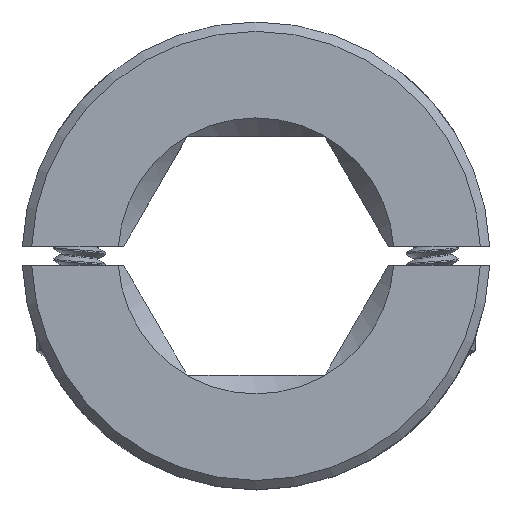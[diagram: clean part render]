
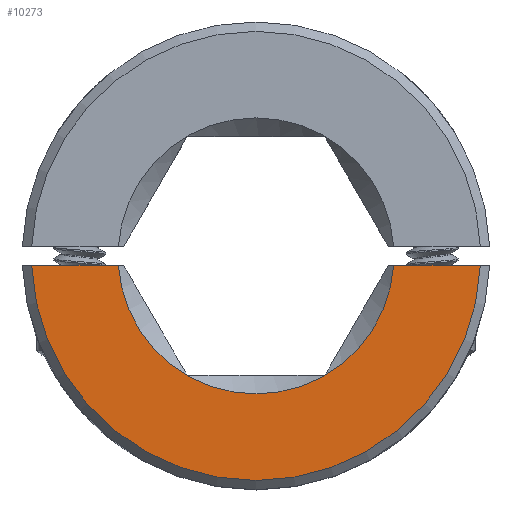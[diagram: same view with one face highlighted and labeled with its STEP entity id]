
A CAD part, top view. The second image highlights one B-rep face of the part: STEP entity #10273.
In plain terms, the highlighted planar face has unit normal (0, 0, 1).
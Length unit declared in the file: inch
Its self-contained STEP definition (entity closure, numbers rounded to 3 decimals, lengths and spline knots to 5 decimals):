
#552 = AXIS2_PLACEMENT_3D ( 'NONE', #1311, #10871, #5553 ) ;
#1173 = CARTESIAN_POINT ( 'NONE',  ( -0.375, -0.01969, 0.125 ) ) ;
#1195 = CARTESIAN_POINT ( 'NONE',  ( 0.4796, -0.01969, 0.125 ) ) ;
#1234 = LINE ( 'NONE', #8935, #9838 ) ;
#1311 = CARTESIAN_POINT ( 'NONE',  ( 0., 0., 0.125 ) ) ;
#1365 = EDGE_CURVE ( 'NONE', #3955, #8014, #3037, .T. ) ;
#1436 = AXIS2_PLACEMENT_3D ( 'NONE', #7334, #11566, #5249 ) ;
#1552 = EDGE_CURVE ( 'NONE', #10471, #3955, #6676, .T. ) ;
#1853 = CIRCLE ( 'NONE', #3558, 0.295 ) ;
#1928 = EDGE_CURVE ( 'NONE', #4535, #10471, #1853, .T. ) ;
#2650 = DIRECTION ( 'NONE',  ( 1., 0., 0. ) ) ;
#3037 = CIRCLE ( 'NONE', #552, 0.48 ) ;
#3294 = CARTESIAN_POINT ( 'NONE',  ( 0.29434, -0.01969, 0.125 ) ) ;
#3470 = CARTESIAN_POINT ( 'NONE',  ( -0.29434, -0.01969, 0.125 ) ) ;
#3489 = ORIENTED_EDGE ( 'NONE', *, *, #7014, .T. ) ;
#3558 = AXIS2_PLACEMENT_3D ( 'NONE', #6906, #5838, #2650 ) ;
#3955 = VERTEX_POINT ( 'NONE', #9404 ) ;
#4535 = VERTEX_POINT ( 'NONE', #3294 ) ;
#4664 = EDGE_LOOP ( 'NONE', ( #10383, #4736, #3489, #7443 ) ) ;
#4736 = ORIENTED_EDGE ( 'NONE', *, *, #1365, .T. ) ;
#5249 = DIRECTION ( 'NONE',  ( 1., 0., 0. ) ) ;
#5553 = DIRECTION ( 'NONE',  ( -1., 0., 0. ) ) ;
#5838 = DIRECTION ( 'NONE',  ( 0., 0., -1. ) ) ;
#6004 = VECTOR ( 'NONE', #12843, 39.37008 ) ;
#6676 = LINE ( 'NONE', #1173, #6004 ) ;
#6906 = CARTESIAN_POINT ( 'NONE',  ( 0., 0., 0.125 ) ) ;
#7014 = EDGE_CURVE ( 'NONE', #8014, #4535, #1234, .T. ) ;
#7334 = CARTESIAN_POINT ( 'NONE',  ( 0., 0., 0.125 ) ) ;
#7443 = ORIENTED_EDGE ( 'NONE', *, *, #1928, .T. ) ;
#8014 = VERTEX_POINT ( 'NONE', #1195 ) ;
#8935 = CARTESIAN_POINT ( 'NONE',  ( 0., -0.01969, 0.125 ) ) ;
#9404 = CARTESIAN_POINT ( 'NONE',  ( -0.4796, -0.01969, 0.125 ) ) ;
#9838 = VECTOR ( 'NONE', #12107, 39.37008 ) ;
#10273 = ADVANCED_FACE ( 'NONE', ( #13043 ), #13651, .T. ) ;
#10383 = ORIENTED_EDGE ( 'NONE', *, *, #1552, .T. ) ;
#10471 = VERTEX_POINT ( 'NONE', #3470 ) ;
#10871 = DIRECTION ( 'NONE',  ( 0., 0., 1. ) ) ;
#11566 = DIRECTION ( 'NONE',  ( 0., 0., 1. ) ) ;
#12107 = DIRECTION ( 'NONE',  ( -1., 0., 0. ) ) ;
#12843 = DIRECTION ( 'NONE',  ( -1., 0., 0. ) ) ;
#13043 = FACE_OUTER_BOUND ( 'NONE', #4664, .T. ) ;
#13651 = PLANE ( 'NONE',  #1436 ) ;
